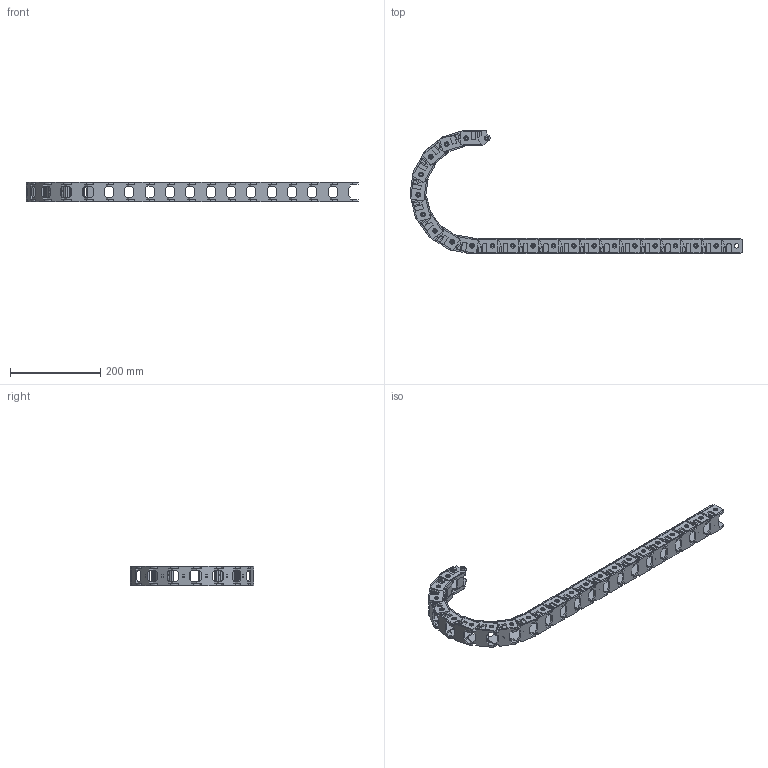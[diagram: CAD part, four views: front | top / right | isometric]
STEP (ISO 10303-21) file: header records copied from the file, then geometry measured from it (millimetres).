
FILE_DESCRIPTION (( 'STEP AP214' ), '1' );
FILE_NAME ('CDC-10X10R47N.STEP', '2025-03-27T19:41:35', ( '' ), ( '' ), 'SwSTEP 2.0', 'SolidWorks 2024', '' );
FILE_SCHEMA (( 'AUTOMOTIVE_DESIGN' ));
Length unit declared in the file: millimetre
Products named in the file (1): CDC-10X10R47N
Bounding box: 733.99 x 274 x 44 mm (x, y, z)
Volume: 546930.2 mm3; surface area: 321003.3 mm2
Topology: 22 solids, 22 shells, 3344 faces, 9372 edges, 6248 vertices
Faces by surface type: plane 2244, cylinder 1100
Entity records: 108060 total; most frequent: CARTESIAN_POINT 18965, ORIENTED_EDGE 18744, DIRECTION 18350, EDGE_CURVE 9372, LINE 7084, VECTOR 7084, VERTEX_POINT 6248, AXIS2_PLACEMENT_3D 5633
